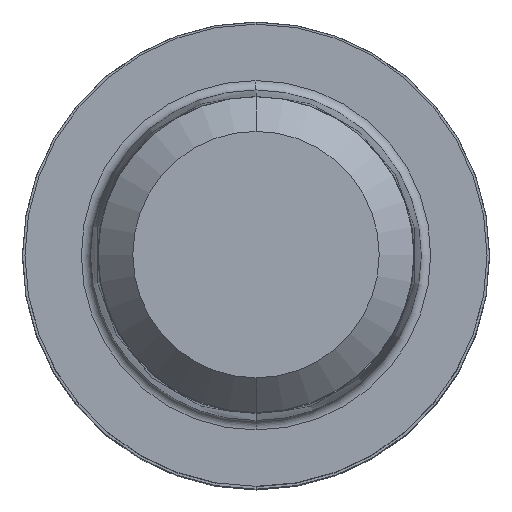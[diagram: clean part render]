
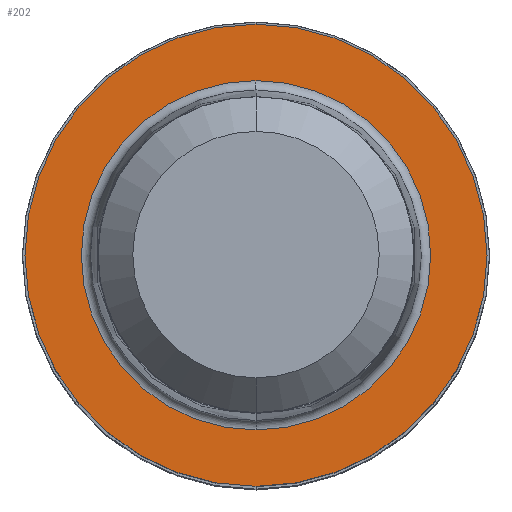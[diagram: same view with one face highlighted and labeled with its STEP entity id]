
A CAD part, top view. The second image highlights one B-rep face of the part: STEP entity #202.
In plain terms, the highlighted planar face has unit normal (0, 0, 1).
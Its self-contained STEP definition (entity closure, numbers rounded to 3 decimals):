
#184=EDGE_CURVE('',#228,#246,#491,.T.);
#202=ADVANCED_FACE('',(#509,#510),#511,.T.);
#228=VERTEX_POINT('',#543);
#240=EDGE_CURVE('',#296,#448,#557,.T.);
#246=VERTEX_POINT('',#563);
#268=EDGE_CURVE('',#448,#296,#587,.T.);
#296=VERTEX_POINT('',#620);
#388=EDGE_CURVE('',#246,#228,#724,.T.);
#448=VERTEX_POINT('',#792);
#491=CIRCLE('',#832,5.935);
#509=FACE_OUTER_BOUND('',#852,.T.);
#510=FACE_BOUND('',#853,.T.);
#511=PLANE('',#854);
#543=CARTESIAN_POINT('',(0.0,5.935,0.01));
#557=CIRCLE('',#910,7.85);
#563=CARTESIAN_POINT('',(0.,-5.935,0.01));
#587=CIRCLE('',#951,7.85);
#620=CARTESIAN_POINT('',(0.0,7.85,0.01));
#724=CIRCLE('',#1128,5.935);
#792=CARTESIAN_POINT('',(0.,-7.85,0.01));
#832=AXIS2_PLACEMENT_3D('',#1250,#1251,#1252);
#852=EDGE_LOOP('',(#1263,#1264));
#853=EDGE_LOOP('',(#1265,#1266));
#854=AXIS2_PLACEMENT_3D('',#1267,#1268,#1269);
#910=AXIS2_PLACEMENT_3D('',#1345,#1346,#1347);
#951=AXIS2_PLACEMENT_3D('',#1384,#1385,#1386);
#1128=AXIS2_PLACEMENT_3D('',#1558,#1559,#1560);
#1250=CARTESIAN_POINT('',(0.0,0.0,0.01));
#1251=DIRECTION('',(0.0,0.0,-1.0));
#1252=DIRECTION('',(0.0,1.0,0.0));
#1263=ORIENTED_EDGE('',*,*,#240,.F.);
#1264=ORIENTED_EDGE('',*,*,#268,.F.);
#1265=ORIENTED_EDGE('',*,*,#184,.T.);
#1266=ORIENTED_EDGE('',*,*,#388,.T.);
#1267=CARTESIAN_POINT('',(0.0,3.925,0.01));
#1268=DIRECTION('',(-0.0,0.0,1.0));
#1269=DIRECTION('',(0.0,-1.0,0.0));
#1345=CARTESIAN_POINT('',(0.0,0.0,0.01));
#1346=DIRECTION('',(0.0,0.0,-1.0));
#1347=DIRECTION('',(0.0,1.0,0.0));
#1384=CARTESIAN_POINT('',(0.0,0.0,0.01));
#1385=DIRECTION('',(0.0,0.0,-1.0));
#1386=DIRECTION('',(0.0,1.0,0.0));
#1558=CARTESIAN_POINT('',(0.0,0.0,0.01));
#1559=DIRECTION('',(0.0,0.0,-1.0));
#1560=DIRECTION('',(0.0,1.0,0.0));
